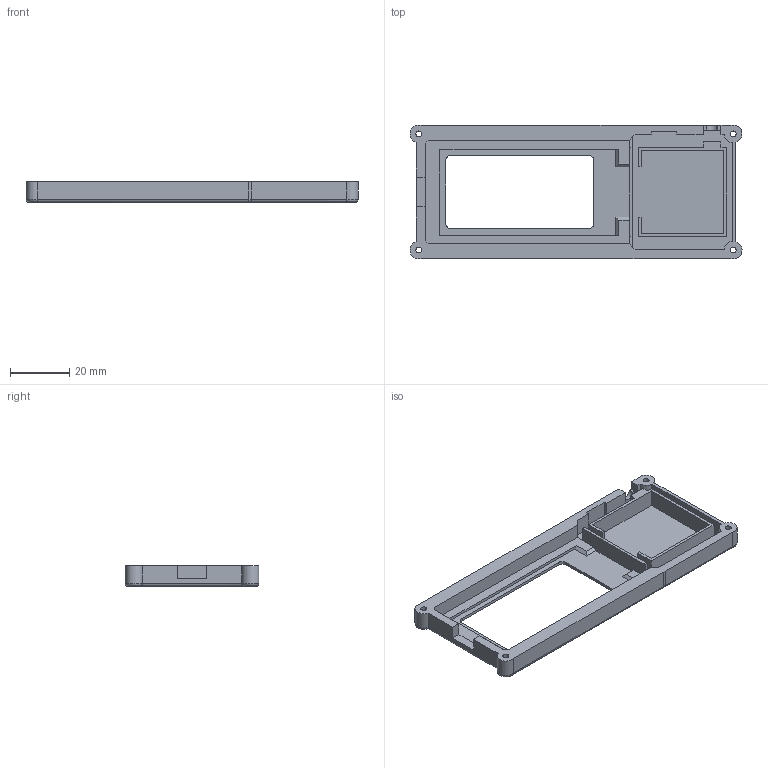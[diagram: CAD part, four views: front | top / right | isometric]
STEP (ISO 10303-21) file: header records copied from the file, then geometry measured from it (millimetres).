
FILE_DESCRIPTION(/* description */ (''),/* implementation_level */ '2;1');
FILE_NAME(/* name */ 'gpstracker_displej.step',/* time_stamp */ '2025-06-19T17:26:04+02:00',/* author */ (''),/* organization */ (''),/* preprocessor_version */ 'ST-DEVELOPER v20.1',/* originating_system */ 'Autodesk Translation Framework v14.10.0.0',/* authorisation */ '');
FILE_SCHEMA (('AUTOMOTIVE_DESIGN { 1 0 10303 214 3 1 1 }'));
Length unit declared in the file: millimetre
Products named in the file (1): GPSLogger
Bounding box: 112.23 x 45.23 x 7 mm (x, y, z)
Volume: 11446.5 mm3; surface area: 12889.7 mm2
Topology: 1 solids, 1 shells, 179 faces, 498 edges, 326 vertices
Faces by surface type: plane 95, bspline 57, cylinder 23, torus 4
Full cylindrical faces by diameter (mm): 2 x4
Entity records: 6488 total; most frequent: CARTESIAN_POINT 2219, ORIENTED_EDGE 996, DIRECTION 652, EDGE_CURVE 498, LINE 338, VECTOR 338, VERTEX_POINT 326, EDGE_LOOP 194
